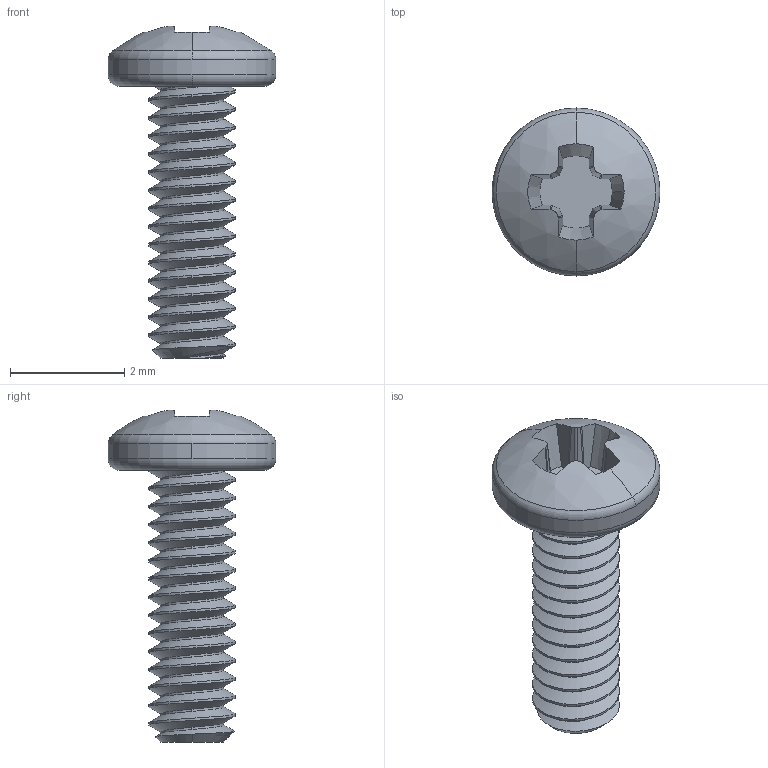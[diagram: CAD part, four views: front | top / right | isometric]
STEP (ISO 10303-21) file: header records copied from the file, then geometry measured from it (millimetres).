
FILE_DESCRIPTION (( 'STEP AP203' ), '1' );
FILE_NAME ('91772A054.step', '2012-05-21T14:04:37', ( 'Admin' ), ( 'Microsoft' ), 'SwSTEP 2.0', 'SolidWorks 2012', '' );
FILE_SCHEMA (( 'CONFIG_CONTROL_DESIGN' ));
Length unit declared in the file: inch
Products named in the file (1): 91772A054
Bounding box: 2.95 x 2.95 x 5.82 mm (x, y, z)
Volume: 11.1 mm3; surface area: 56.5 mm2
Topology: 1 solids, 1 shells, 126 faces, 365 edges, 242 vertices
Faces by surface type: cylinder 90, plane 19, cone 8, torus 4, bspline 3, sphere 2
Entity records: 5540 total; most frequent: CARTESIAN_POINT 2642, ORIENTED_EDGE 730, DIRECTION 476, EDGE_CURVE 365, VERTEX_POINT 242, AXIS2_PLACEMENT_3D 178, EDGE_LOOP 127, ADVANCED_FACE 126
